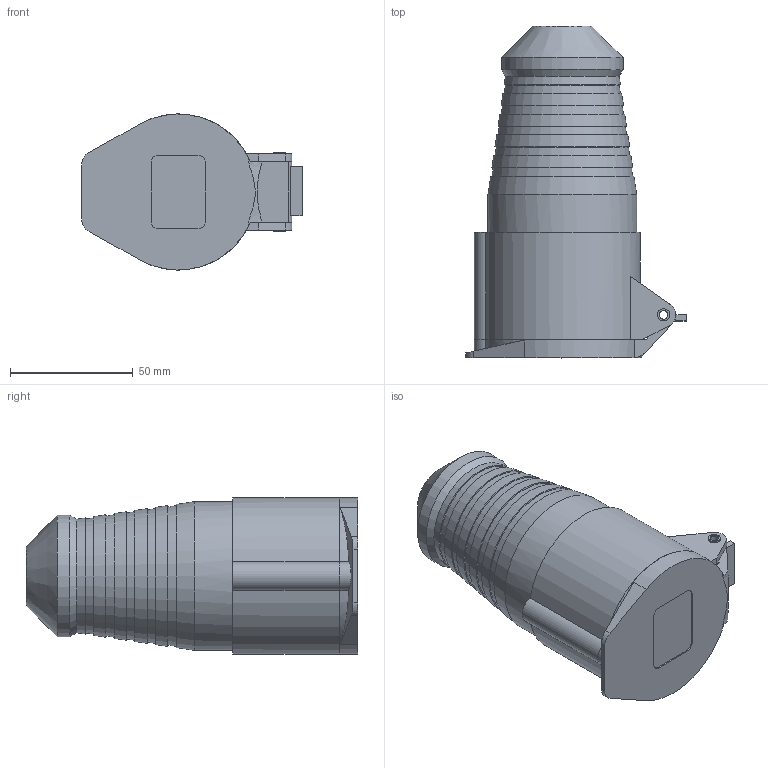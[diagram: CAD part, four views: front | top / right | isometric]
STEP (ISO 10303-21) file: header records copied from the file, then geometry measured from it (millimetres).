
FILE_DESCRIPTION (( 'STEP AP203' ), '1' );
FILE_NAME ('ps-215-16-380.ÃÌ Ðîçåòêà ïåðåíîñíàÿ 215 3Ð+ÐÅ+N 16À 380Â IP44 EKF.STEP', '2025-10-01T13:18:13', ( '' ), ( '' ), 'SwSTEP 2.0', 'SolidWorks 2021', '' );
FILE_SCHEMA (( 'CONFIG_CONTROL_DESIGN' ));
Length unit declared in the file: millimetre
Products named in the file (5): Êîïèÿ Áîáûøêà-Âûòÿíóòü14^ps-215-16-380.ÃÌ Ðîçåòêà ïåðåíîñíàÿ 215 3Ð+ÐÅ+N 16À 380Â IP44 EKF_00; Êîïèÿ Òûëüíàÿ-îáùàÿ-ðîçåòêà^ps-215-16-380.ÃÌ Ðîçåòêà ïåðåíîñíàÿ 215 3Ð+ÐÅ+N 16À 380Â IP44 EKF_00; ps-215-16-380.ÃÌ Ðîçåòêà ïåðåíîñíàÿ 215 3Ð+ÐÅ+N 16À 380Â IP44 EKF; Êîïèÿ Ñîõðàíèòü òåëà1[2]^ps-215-16-380.ÃÌ Ðîçåòêà ïåðåíîñíàÿ 215 3Ð+ÐÅ+N 16À 380Â IP44 EKF_00; Êîïèÿ Âûðåç-Âûòÿíóòü12^ps-215-16-380.ÃÌ Ðîçåòêà ïåðåíîñíàÿ 215 3Ð+ÐÅ+N 16À 380Â IP44 EKF_00
Assembly tree (4 placements, depth 2):
  ps-215-16-380.ÃÌ Ðîçåòêà ïåðåíîñíàÿ 215 3Ð+ÐÅ+N 16À 380Â IP44 EKF
    Êîïèÿ Áîáûøêà-Âûòÿíóòü14^ps-215-16-380.ÃÌ Ðîçåòêà ïåðåíîñíàÿ 215 3Ð+ÐÅ+N 16À 380Â IP44 EKF_00
    Êîïèÿ Âûðåç-Âûòÿíóòü12^ps-215-16-380.ÃÌ Ðîçåòêà ïåðåíîñíàÿ 215 3Ð+ÐÅ+N 16À 380Â IP44 EKF_00
    Êîïèÿ Ñîõðàíèòü òåëà1[2]^ps-215-16-380.ÃÌ Ðîçåòêà ïåðåíîñíàÿ 215 3Ð+ÐÅ+N 16À 380Â IP44 EKF_00
    Êîïèÿ Òûëüíàÿ-îáùàÿ-ðîçåòêà^ps-215-16-380.ÃÌ Ðîçåòêà ïåðåíîñíàÿ 215 3Ð+ÐÅ+N 16À 380Â IP44 EKF_00
Bounding box: 89.65 x 135 x 63.5 mm (x, y, z)
Volume: 300084.8 mm3; surface area: 62772.6 mm2
Topology: 4 solids, 4 shells, 124 faces, 273 edges, 175 vertices
Faces by surface type: plane 58, cylinder 41, cone 24, bspline 1
Full cylindrical faces by diameter (mm): 3.5 x1, 4 x4, 5 x2, 5.15 x1, 6 x4, 6.65 x1, 8 x1, 11.5 x4, 49.5 x1, 58 x1, 60.5 x1
Entity records: 3762 total; most frequent: CARTESIAN_POINT 638, DIRECTION 577, ORIENTED_EDGE 446, AXIS2_PLACEMENT_3D 236, EDGE_CURVE 223, EDGE_LOOP 195, VERTEX_POINT 170, FACE_OUTER_BOUND 145
